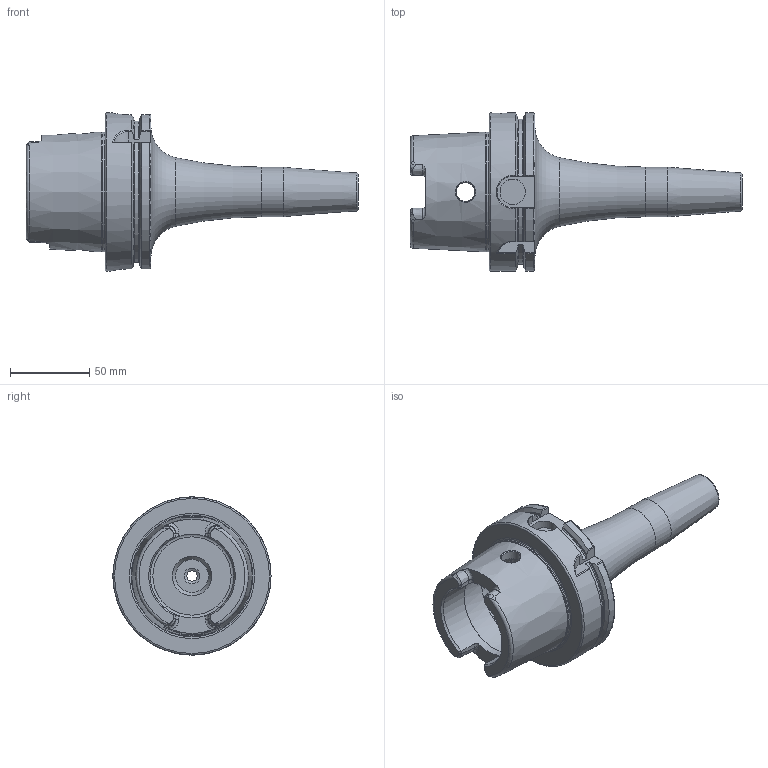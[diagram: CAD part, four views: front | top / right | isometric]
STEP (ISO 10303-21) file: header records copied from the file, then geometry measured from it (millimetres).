
FILE_DESCRIPTION(/* description */ (''),/* implementation_level */ '2;1');
FILE_NAME(/* name */ 'HSK100A-SD037-160.stp',/* time_stamp */ '2019-07-08T15:49:39-05:00',/* author */ ('ldfli'),/* organization */ ('Pioneer N.A.'),/* preprocessor_version */ 'ST-DEVELOPER v18',/* originating_system */ 'Autodesk Inventor LT',/* authorisation */ '');
FILE_SCHEMA (('AUTOMOTIVE_DESIGN { 1 0 10303 214 3 1 1 }'));
Length unit declared in the file: millimetre
Products named in the file (1): HSK100A-SD037-160
Bounding box: 210 x 100 x 100 mm (x, y, z)
Volume: 372263.5 mm3; surface area: 65516.1 mm2
Topology: 1 solids, 1 shells, 170 faces, 475 edges, 314 vertices
Faces by surface type: plane 57, bspline 46, cylinder 29, torus 21, cone 17
Full cylindrical faces by diameter (mm): 6.647 x1, 9.525 x1, 10 x2, 10.5 x1, 12 x2, 16 x1, 21 x1, 26 x1, 31.4 x1, 53 x2, 63 x1, 75.519 x1, 100 x1
Entity records: 8511 total; most frequent: CARTESIAN_POINT 4383, ORIENTED_EDGE 954, DIRECTION 730, EDGE_CURVE 477, VERTEX_POINT 316, AXIS2_PLACEMENT_3D 283, EDGE_LOOP 183, FACE_OUTER_BOUND 170
